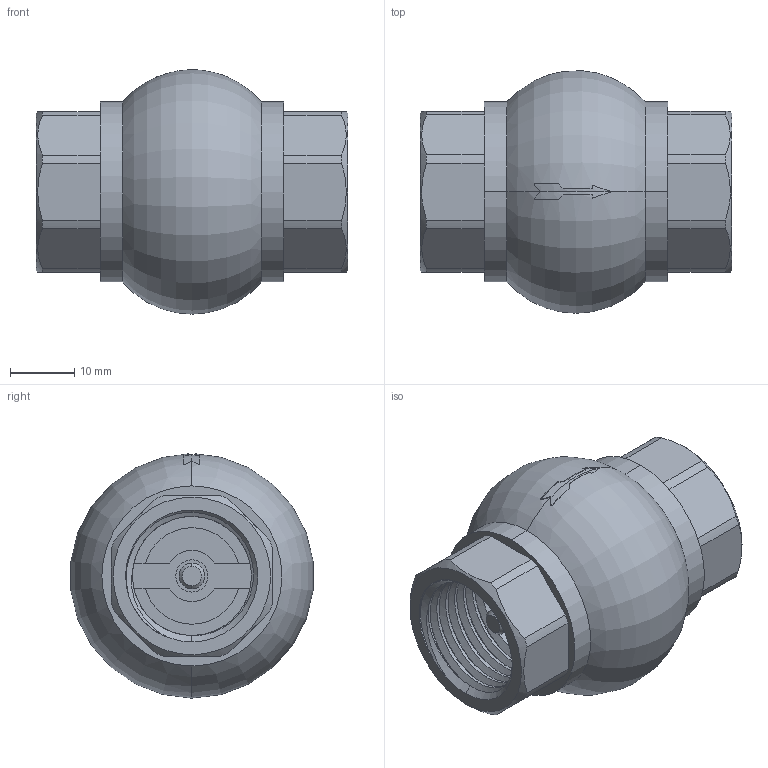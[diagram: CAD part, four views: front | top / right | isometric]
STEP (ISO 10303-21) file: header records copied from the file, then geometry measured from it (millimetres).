
FILE_DESCRIPTION (( 'STEP AP203' ), '1' );
FILE_NAME ('VT.151.STEP', '2018-05-29T05:27:26', ( 'User' ), ( '' ), 'SwSTEP 2.0', 'SolidWorks 2017', '' );
FILE_SCHEMA (( 'CONFIG_CONTROL_DESIGN' ));
Length unit declared in the file: millimetre
Products named in the file (1): VT.151
Bounding box: 48.5 x 37.69 x 37.99 mm (x, y, z)
Volume: 19282.1 mm3; surface area: 13938.5 mm2
Topology: 3 solids, 3 shells, 149 faces, 404 edges, 266 vertices
Faces by surface type: cylinder 68, plane 55, cone 14, torus 6, bspline 6
Entity records: 7597 total; most frequent: CARTESIAN_POINT 3950, ORIENTED_EDGE 808, DIRECTION 694, EDGE_CURVE 404, AXIS2_PLACEMENT_3D 270, VERTEX_POINT 266, EDGE_LOOP 166, VECTOR 154
